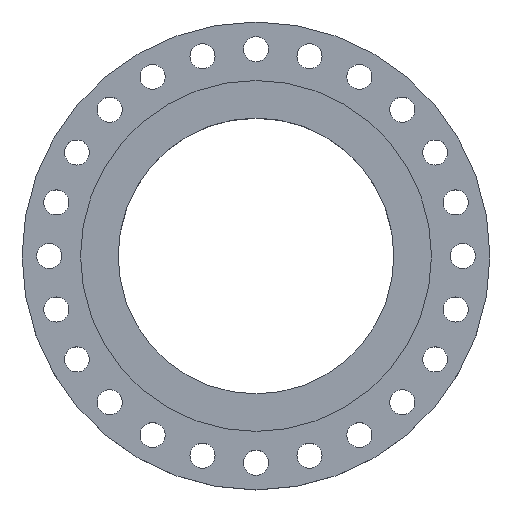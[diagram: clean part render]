
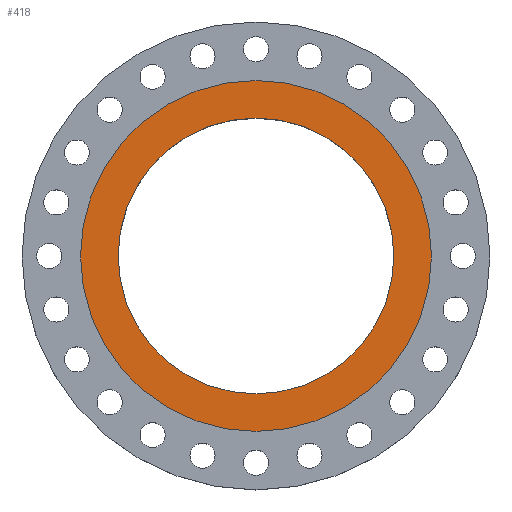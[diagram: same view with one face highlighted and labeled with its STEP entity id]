
A CAD part, top view. The second image highlights one B-rep face of the part: STEP entity #418.
In plain terms, the highlighted planar face has unit normal (0, 0, 1).
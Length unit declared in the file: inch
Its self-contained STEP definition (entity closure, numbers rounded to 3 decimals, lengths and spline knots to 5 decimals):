
#141 = DIRECTION ( 'NONE',  ( 1., 0., 0. ) ) ;
#207 = CARTESIAN_POINT ( 'NONE',  ( 0., 8.25, 0. ) ) ;
#228 = CIRCLE ( 'NONE', #835, 8.25 ) ;
#253 = CARTESIAN_POINT ( 'NONE',  ( 0., 0., 0. ) ) ;
#265 = CIRCLE ( 'NONE', #2153, 10.5 ) ;
#365 = DIRECTION ( 'NONE',  ( 0., 0., 1. ) ) ;
#398 = DIRECTION ( 'NONE',  ( 0., 0., -1. ) ) ;
#418 = ADVANCED_FACE ( 'NONE', ( #2050, #1149 ), #2014, .F. ) ;
#488 = EDGE_LOOP ( 'NONE', ( #1875, #2271 ) ) ;
#493 = VERTEX_POINT ( 'NONE', #2280 ) ;
#526 = CARTESIAN_POINT ( 'NONE',  ( 10.5, 0., 0. ) ) ;
#574 = VERTEX_POINT ( 'NONE', #526 ) ;
#579 = DIRECTION ( 'NONE',  ( 1., 0., 0. ) ) ;
#736 = CARTESIAN_POINT ( 'NONE',  ( 0., 0., 0. ) ) ;
#746 = CARTESIAN_POINT ( 'NONE',  ( 8.25, 0., 0. ) ) ;
#809 = ORIENTED_EDGE ( 'NONE', *, *, #1268, .F. ) ;
#835 = AXIS2_PLACEMENT_3D ( 'NONE', #1607, #1390, #141 ) ;
#860 = EDGE_CURVE ( 'NONE', #574, #1683, #265, .T. ) ;
#865 = DIRECTION ( 'NONE',  ( 1., 0., 0. ) ) ;
#963 = ORIENTED_EDGE ( 'NONE', *, *, #1850, .F. ) ;
#977 = VERTEX_POINT ( 'NONE', #746 ) ;
#1078 = DIRECTION ( 'NONE',  ( 0., 0., 1. ) ) ;
#1146 = CARTESIAN_POINT ( 'NONE',  ( -10.5, 0., 0. ) ) ;
#1149 = FACE_OUTER_BOUND ( 'NONE', #488, .T. ) ;
#1268 = EDGE_CURVE ( 'NONE', #977, #493, #228, .T. ) ;
#1390 = DIRECTION ( 'NONE',  ( 0., 0., 1. ) ) ;
#1447 = EDGE_CURVE ( 'NONE', #1683, #574, #2089, .T. ) ;
#1491 = AXIS2_PLACEMENT_3D ( 'NONE', #1742, #1078, #865 ) ;
#1568 = EDGE_LOOP ( 'NONE', ( #809, #963 ) ) ;
#1607 = CARTESIAN_POINT ( 'NONE',  ( 0., 0., 0. ) ) ;
#1683 = VERTEX_POINT ( 'NONE', #1146 ) ;
#1697 = DIRECTION ( 'NONE',  ( 1., 0., 0. ) ) ;
#1742 = CARTESIAN_POINT ( 'NONE',  ( 0., 0., 0. ) ) ;
#1824 = AXIS2_PLACEMENT_3D ( 'NONE', #207, #398, #1866 ) ;
#1850 = EDGE_CURVE ( 'NONE', #493, #977, #2125, .T. ) ;
#1866 = DIRECTION ( 'NONE',  ( -1., 0., 0. ) ) ;
#1875 = ORIENTED_EDGE ( 'NONE', *, *, #860, .T. ) ;
#1903 = AXIS2_PLACEMENT_3D ( 'NONE', #253, #2041, #1697 ) ;
#2014 = PLANE ( 'NONE',  #1824 ) ;
#2041 = DIRECTION ( 'NONE',  ( 0., 0., 1. ) ) ;
#2050 = FACE_BOUND ( 'NONE', #1568, .T. ) ;
#2089 = CIRCLE ( 'NONE', #1491, 10.5 ) ;
#2125 = CIRCLE ( 'NONE', #1903, 8.25 ) ;
#2153 = AXIS2_PLACEMENT_3D ( 'NONE', #736, #365, #579 ) ;
#2271 = ORIENTED_EDGE ( 'NONE', *, *, #1447, .T. ) ;
#2280 = CARTESIAN_POINT ( 'NONE',  ( -8.25, 0., 0. ) ) ;
